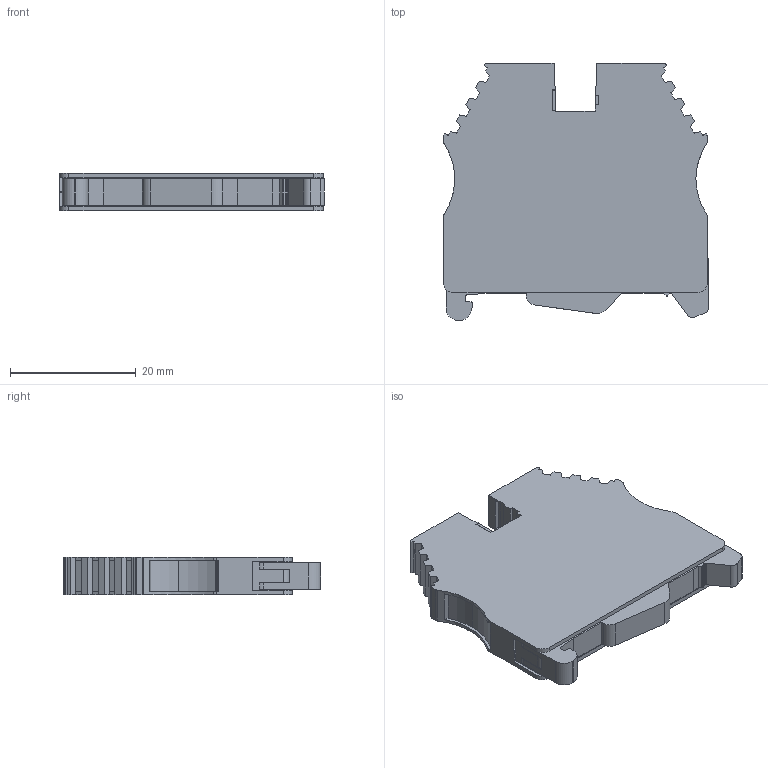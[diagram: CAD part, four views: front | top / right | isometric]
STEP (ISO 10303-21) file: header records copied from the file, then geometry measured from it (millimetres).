
FILE_DESCRIPTION (( 'STEP AP214' ), '1' );
FILE_NAME ('334450_AVK 2.5_4TK.STP', '2015-08-07T07:17:02', ( '' ), ( '' ), 'SwSTEP 2.0', 'SolidWorks 2015', '' );
FILE_SCHEMA (( 'AUTOMOTIVE_DESIGN' ));
Length unit declared in the file: millimetre
Products named in the file (1): 334450_AVK 2.5_4TK
Bounding box: 42.2 x 40.96 x 6 mm (x, y, z)
Volume: 8259.3 mm3; surface area: 4279.6 mm2
Topology: 1 solids, 1 shells, 273 faces, 767 edges, 501 vertices
Faces by surface type: plane 193, cylinder 80
Entity records: 10157 total; most frequent: CARTESIAN_POINT 1542, ORIENTED_EDGE 1534, DIRECTION 1479, EDGE_CURVE 767, LINE 603, VECTOR 603, VERTEX_POINT 501, AXIS2_PLACEMENT_3D 438
